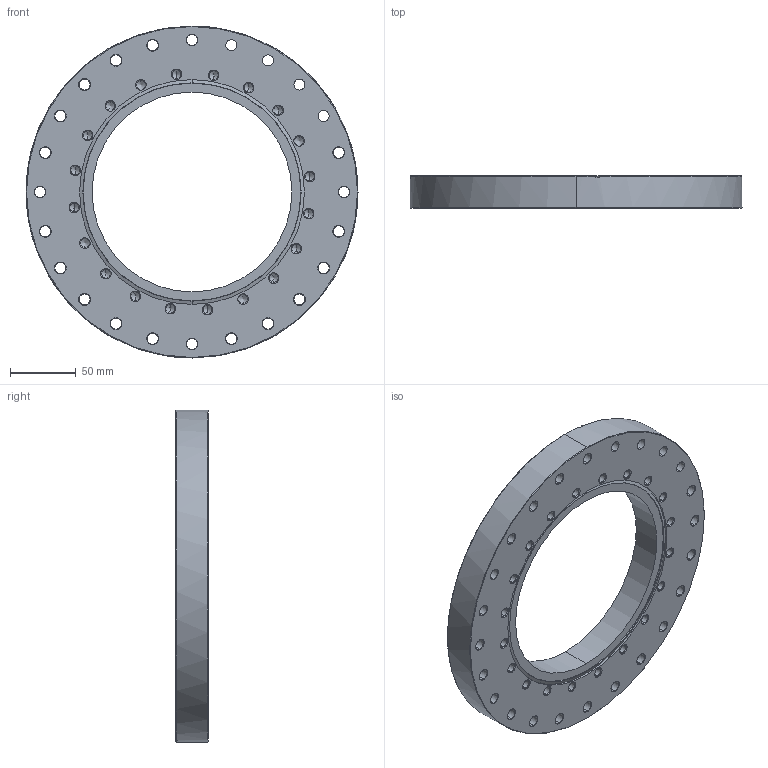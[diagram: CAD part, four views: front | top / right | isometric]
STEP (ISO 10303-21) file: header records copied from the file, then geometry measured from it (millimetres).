
FILE_DESCRIPTION (( 'STEP AP214' ), '1' );
FILE_NAME ('Hositrad_CFA200-150D.STEP', '2017-05-08T15:09:49', ( 'Gebruiker' ), ( '' ), 'SwSTEP 2.0', 'SolidWorks 2017', '' );
FILE_SCHEMA (( 'AUTOMOTIVE_DESIGN' ));
Length unit declared in the file: millimetre
Products named in the file (1): Hositrad_CFA200-150D
Bounding box: 253.2 x 24.6 x 253.2 mm (x, y, z)
Volume: 711904.9 mm3; surface area: 117895.8 mm2
Topology: 1 solids, 1 shells, 280 faces, 660 edges, 363 vertices
Faces by surface type: cone 173, cylinder 96, plane 11
Entity records: 8267 total; most frequent: DIRECTION 1511, CARTESIAN_POINT 1276, ORIENTED_EDGE 1240, EDGE_CURVE 620, AXIS2_PLACEMENT_3D 614, VERTEX_POINT 363, EDGE_LOOP 351, CIRCLE 333
